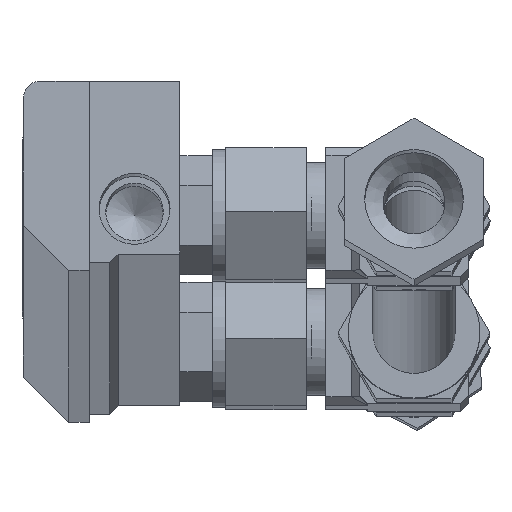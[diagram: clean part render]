
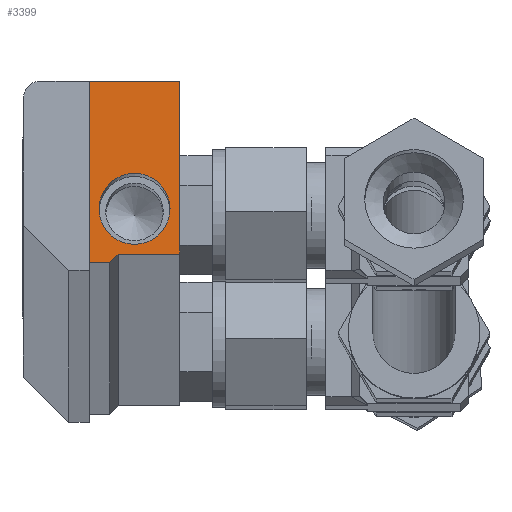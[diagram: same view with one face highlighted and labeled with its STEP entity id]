
A CAD part, top view. The second image highlights one B-rep face of the part: STEP entity #3399.
In plain terms, the highlighted face is planar.
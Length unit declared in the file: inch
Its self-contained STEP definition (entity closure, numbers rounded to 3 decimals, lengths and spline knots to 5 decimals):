
#137=LINE('',#5234,#371);
#141=LINE('',#5334,#375);
#145=LINE('',#5342,#379);
#148=LINE('',#5347,#382);
#150=LINE('',#5351,#384);
#153=LINE('',#5356,#387);
#371=VECTOR('',#4152,0.3937);
#375=VECTOR('',#4272,0.3937);
#379=VECTOR('',#4278,0.3937);
#382=VECTOR('',#4283,0.3937);
#384=VECTOR('',#4287,0.3937);
#387=VECTOR('',#4292,0.3937);
#613=PLANE('',#3756);
#826=FACE_BOUND('',#1277,.T.);
#985=FACE_OUTER_BOUND('',#1276,.T.);
#1276=EDGE_LOOP('',(#2591,#2592,#2593,#2594,#2595,#2596));
#1277=EDGE_LOOP('',(#2597));
#1597=CIRCLE('',#3688,0.27);
#1764=VERTEX_POINT('',#5223);
#1767=VERTEX_POINT('',#5232);
#1768=VERTEX_POINT('',#5233);
#1805=VERTEX_POINT('',#5332);
#1806=VERTEX_POINT('',#5333);
#1809=VERTEX_POINT('',#5341);
#1811=VERTEX_POINT('',#5350);
#2075=EDGE_CURVE('',#1764,#1764,#1597,.T.);
#2078=EDGE_CURVE('',#1767,#1768,#137,.T.);
#2116=EDGE_CURVE('',#1805,#1806,#141,.T.);
#2120=EDGE_CURVE('',#1806,#1809,#145,.T.);
#2123=EDGE_CURVE('',#1809,#1767,#148,.T.);
#2125=EDGE_CURVE('',#1768,#1811,#150,.T.);
#2128=EDGE_CURVE('',#1811,#1805,#153,.T.);
#2591=ORIENTED_EDGE('',*,*,#2116,.F.);
#2592=ORIENTED_EDGE('',*,*,#2128,.F.);
#2593=ORIENTED_EDGE('',*,*,#2125,.F.);
#2594=ORIENTED_EDGE('',*,*,#2078,.F.);
#2595=ORIENTED_EDGE('',*,*,#2123,.F.);
#2596=ORIENTED_EDGE('',*,*,#2120,.F.);
#2597=ORIENTED_EDGE('',*,*,#2075,.T.);
#3399=ADVANCED_FACE('',(#985,#826),#613,.T.);
#3688=AXIS2_PLACEMENT_3D('',#5224,#4140,#4141);
#3756=AXIS2_PLACEMENT_3D('',#5358,#4294,#4295);
#4140=DIRECTION('center_axis',(0.,0.,-1.));
#4141=DIRECTION('ref_axis',(1.,0.,0.));
#4152=DIRECTION('',(0.,-1.,0.));
#4272=DIRECTION('',(-1.,0.,0.));
#4278=DIRECTION('',(0.,1.,0.));
#4283=DIRECTION('',(1.,0.,0.));
#4287=DIRECTION('',(-1.,0.,0.));
#4292=DIRECTION('',(-0.707,-0.707,0.));
#4294=DIRECTION('center_axis',(0.,0.,1.));
#4295=DIRECTION('ref_axis',(1.,0.,0.));
#5223=CARTESIAN_POINT('',(0.583,0.03125,24.));
#5224=CARTESIAN_POINT('Origin',(0.313,0.03125,24.));
#5232=CARTESIAN_POINT('',(0.65675,1.,24.));
#5233=CARTESIAN_POINT('',(0.65675,-0.3125,24.));
#5234=CARTESIAN_POINT('',(0.65675,1.,24.));
#5332=CARTESIAN_POINT('',(0.125,-0.375,24.));
#5333=CARTESIAN_POINT('',(-0.03125,-0.375,24.));
#5334=CARTESIAN_POINT('',(0.125,-0.375,24.));
#5341=CARTESIAN_POINT('',(-0.03125,1.,24.));
#5342=CARTESIAN_POINT('',(-0.03125,-0.375,24.));
#5347=CARTESIAN_POINT('',(-0.03125,1.,24.));
#5350=CARTESIAN_POINT('',(0.1875,-0.3125,24.));
#5351=CARTESIAN_POINT('',(0.65675,-0.3125,24.));
#5356=CARTESIAN_POINT('',(0.1875,-0.3125,24.));
#5358=CARTESIAN_POINT('Origin',(0.3065,0.32602,24.));
